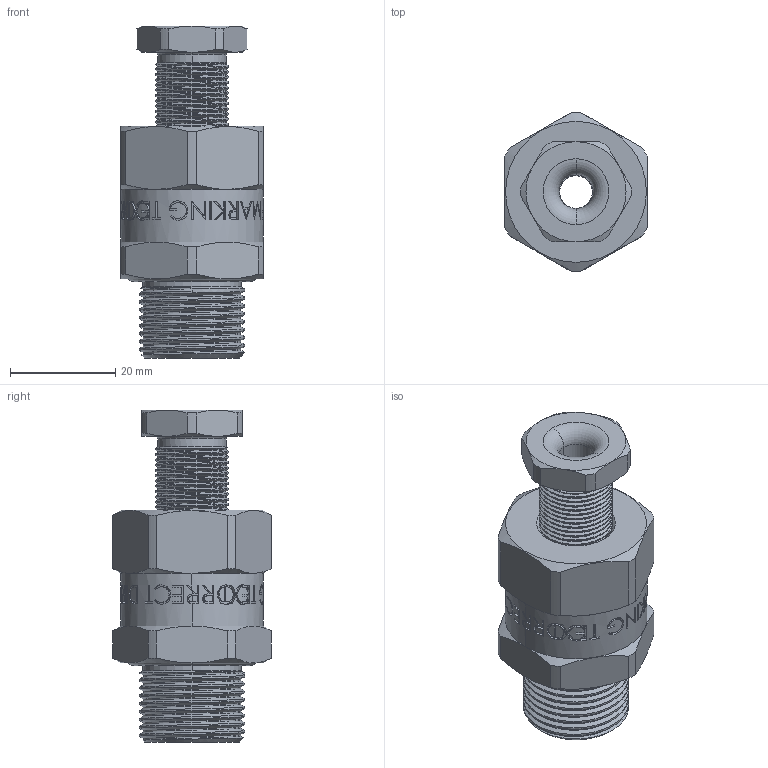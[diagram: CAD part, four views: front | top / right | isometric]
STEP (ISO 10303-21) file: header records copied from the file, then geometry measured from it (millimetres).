
FILE_DESCRIPTION (( 'STEP AP203' ), '1' );
FILE_NAME ('M20-A1-15mm D620.step', '2025-04-03T12:03:27', ( '' ), ( '' ), 'SwSTEP 2.0', 'SolidWorks 2022', '' );
FILE_SCHEMA (( 'CONFIG_CONTROL_DESIGN' ));
Length unit declared in the file: millimetre
Products named in the file (6): O-Ring for M20_Juks; M20-A1-15mm D620; 750A109731; 750A107061; 750A109755; 750A109780
Assembly tree (5 placements, depth 2):
  M20-A1-15mm D620
    750A109780
    O-Ring for M20_Juks
    750A107061
    750A109731
    750A109755
Bounding box: 27 x 30.17 x 63 mm (x, y, z)
Volume: 23117.7 mm3; surface area: 12115.1 mm2
Topology: 5 solids, 5 shells, 955 faces, 2570 edges, 1694 vertices
Faces by surface type: plane 338, bspline 293, cylinder 265, cone 49, torus 10
Entity records: 59536 total; most frequent: CARTESIAN_POINT 38294, ORIENTED_EDGE 5140, DIRECTION 3030, EDGE_CURVE 2570, VERTEX_POINT 1694, EDGE_LOOP 1034, AXIS2_PLACEMENT_3D 1021, LINE 988
